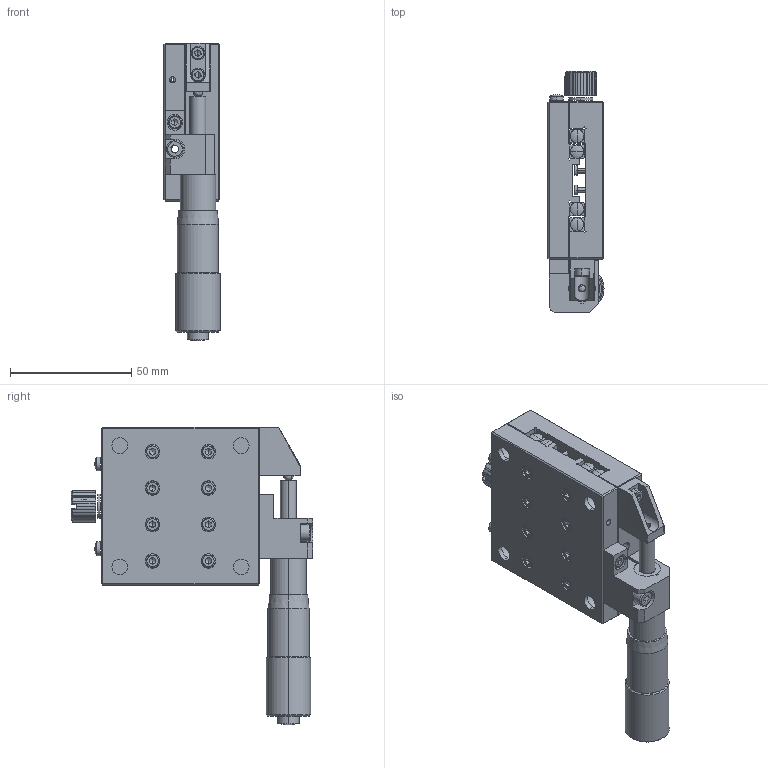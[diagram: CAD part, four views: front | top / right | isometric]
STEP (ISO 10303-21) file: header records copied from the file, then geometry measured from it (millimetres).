
FILE_DESCRIPTION (( 'STEP AP203' ), '1' );
FILE_NAME ('516415.STEP', '2025-07-09T01:25:29', ( '' ), ( '' ), 'SwSTEP 2.0', 'SolidWorks 2020', '' );
FILE_SCHEMA (( 'CONFIG_CONTROL_DESIGN' ));
Length unit declared in the file: millimetre
Products named in the file (1): 516415
Bounding box: 23.1 x 99.5 x 122.46 mm (x, y, z)
Surface area: 41867.9 mm2 (no closed solid volume)
Topology: 0 solids, 71 shells, 742 faces, 2216 edges, 1493 vertices
Faces by surface type: plane 399, cylinder 182, cone 96, bspline 49, torus 16
Entity records: 30626 total; most frequent: CARTESIAN_POINT 11620, ORIENTED_EDGE 3756, DIRECTION 3705, EDGE_CURVE 2159, VERTEX_POINT 1493, AXIS2_PLACEMENT_3D 1283, LINE 1139, VECTOR 1139
